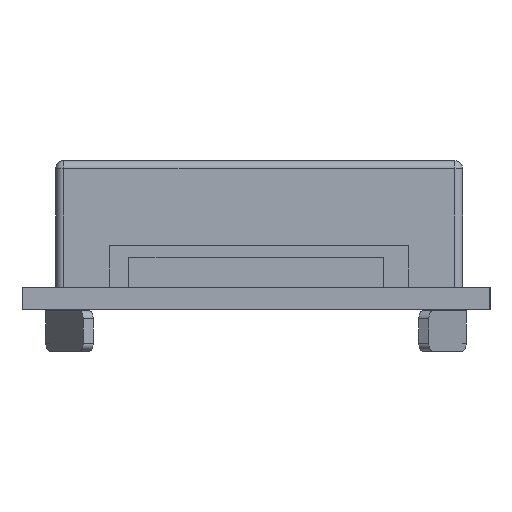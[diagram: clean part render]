
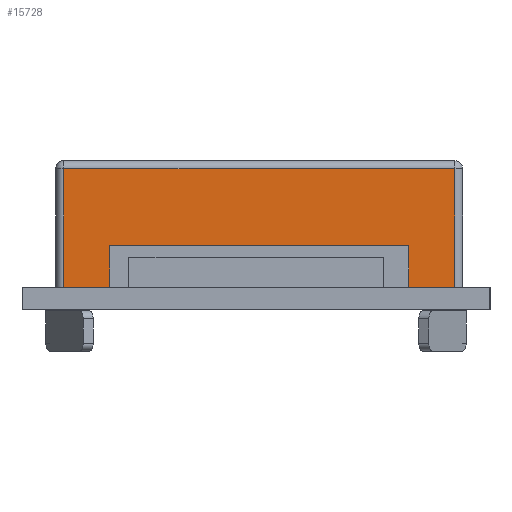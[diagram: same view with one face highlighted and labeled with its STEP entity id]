
A CAD part, left-side view. The second image highlights one B-rep face of the part: STEP entity #15728.
In plain terms, the highlighted planar face has unit normal (-1, 0, 0).
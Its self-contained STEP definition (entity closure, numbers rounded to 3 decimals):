
#1401=ORIENTED_EDGE('',*,*,#4797,.T.);
#1402=ORIENTED_EDGE('',*,*,#4798,.T.);
#1403=ORIENTED_EDGE('',*,*,#4378,.F.);
#1404=ORIENTED_EDGE('',*,*,#4799,.F.);
#1405=ORIENTED_EDGE('',*,*,#4800,.F.);
#1406=ORIENTED_EDGE('',*,*,#4801,.T.);
#1407=ORIENTED_EDGE('',*,*,#4370,.F.);
#1408=ORIENTED_EDGE('',*,*,#4802,.T.);
#4370=EDGE_CURVE('',#6079,#6080,#7214,.T.);
#4378=EDGE_CURVE('',#6087,#6088,#7222,.T.);
#4797=EDGE_CURVE('',#6488,#6489,#7498,.T.);
#4798=EDGE_CURVE('',#6489,#6088,#7499,.T.);
#4799=EDGE_CURVE('',#6490,#6087,#7500,.T.);
#4800=EDGE_CURVE('',#6491,#6490,#7501,.T.);
#4801=EDGE_CURVE('',#6491,#6080,#7502,.T.);
#4802=EDGE_CURVE('',#6079,#6488,#7503,.F.);
#6079=VERTEX_POINT('',#19522);
#6080=VERTEX_POINT('',#19524);
#6087=VERTEX_POINT('',#19538);
#6088=VERTEX_POINT('',#19540);
#6488=VERTEX_POINT('',#20919);
#6489=VERTEX_POINT('',#20920);
#6490=VERTEX_POINT('',#20923);
#6491=VERTEX_POINT('',#20925);
#7214=LINE('',#19523,#8237);
#7222=LINE('',#19539,#8245);
#7498=LINE('',#20918,#8521);
#7499=LINE('',#20921,#8522);
#7500=LINE('',#20922,#8523);
#7501=LINE('',#20924,#8524);
#7502=LINE('',#20926,#8525);
#7503=LINE('',#20927,#8526);
#8237=VECTOR('',#17085,1000.);
#8245=VECTOR('',#17093,1000.);
#8521=VECTOR('',#17493,1000.);
#8522=VECTOR('',#17494,1000.);
#8523=VECTOR('',#17495,1000.);
#8524=VECTOR('',#17496,1000.);
#8525=VECTOR('',#17497,1000.);
#8526=VECTOR('',#17498,1000.);
#9342=EDGE_LOOP('',(#1401,#1402,#1403,#1404,#1405,#1406,#1407,#1408));
#10117=FACE_BOUND('',#9342,.T.);
#10810=PLANE('',#16426);
#15728=ADVANCED_FACE('',(#10117),#10810,.T.);
#16426=AXIS2_PLACEMENT_3D('',#20917,#17491,#17492);
#17085=DIRECTION('',(0.,1.,0.));
#17093=DIRECTION('',(0.,1.,0.));
#17491=DIRECTION('',(-1.,0.,0.));
#17492=DIRECTION('',(0.,0.,1.));
#17493=DIRECTION('',(0.,1.,0.));
#17494=DIRECTION('',(0.,0.,-1.));
#17495=DIRECTION('',(0.,0.,-1.));
#17496=DIRECTION('',(0.,1.,0.));
#17497=DIRECTION('',(0.,0.,-1.));
#17498=DIRECTION('',(0.,0.,-1.));
#19522=CARTESIAN_POINT('',(-78.021,-14.221,4.547));
#19523=CARTESIAN_POINT('',(-78.021,-14.794,4.547));
#19524=CARTESIAN_POINT('',(-78.021,-10.935,4.547));
#19538=CARTESIAN_POINT('',(-78.021,10.478,4.547));
#19539=CARTESIAN_POINT('',(-78.021,-14.794,4.547));
#19540=CARTESIAN_POINT('',(-78.021,13.763,4.547));
#20917=CARTESIAN_POINT('',(-78.021,-14.794,13.614));
#20918=CARTESIAN_POINT('',(-78.021,14.337,13.041));
#20919=CARTESIAN_POINT('',(-78.021,-14.221,13.041));
#20920=CARTESIAN_POINT('',(-78.021,13.763,13.041));
#20921=CARTESIAN_POINT('',(-78.021,13.763,13.614));
#20922=CARTESIAN_POINT('',(-78.021,10.478,7.544));
#20923=CARTESIAN_POINT('',(-78.021,10.478,7.544));
#20924=CARTESIAN_POINT('',(-78.021,-10.935,7.544));
#20925=CARTESIAN_POINT('',(-78.021,-10.935,7.544));
#20926=CARTESIAN_POINT('',(-78.021,-10.935,7.544));
#20927=CARTESIAN_POINT('',(-78.021,-14.221,13.614));
